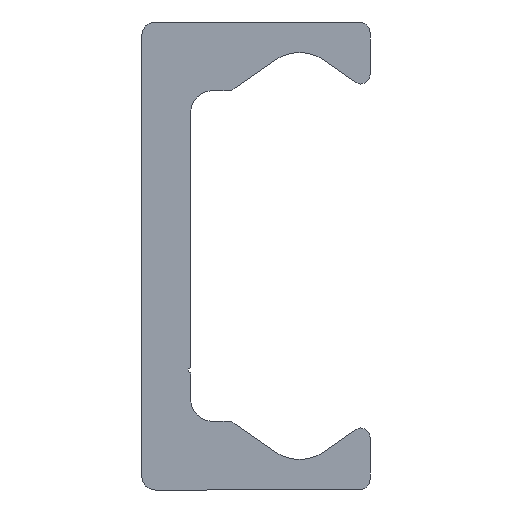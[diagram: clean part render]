
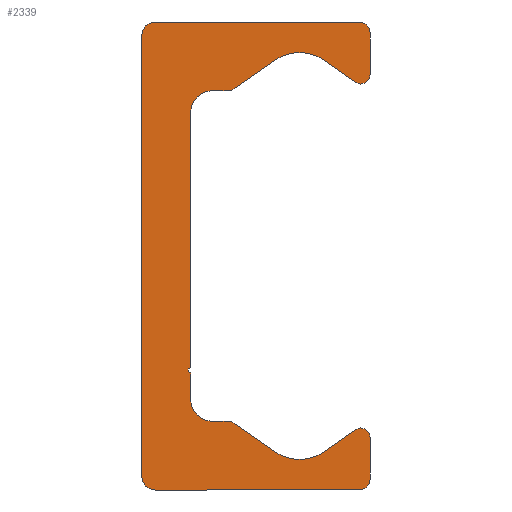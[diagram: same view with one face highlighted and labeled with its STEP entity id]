
A CAD part, left-side view. The second image highlights one B-rep face of the part: STEP entity #2339.
In plain terms, the highlighted planar face has unit normal (-1, 0, 0).
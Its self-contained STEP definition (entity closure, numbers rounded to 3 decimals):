
#1376=CARTESIAN_POINT('',(0.0,9.25,-21.5));
#1377=VERTEX_POINT('',#1376);
#1384=CARTESIAN_POINT('',(0.0,10.5,-20.25));
#1385=VERTEX_POINT('',#1384);
#1386=CARTESIAN_POINT('',(0.0,9.25,-20.25));
#1387=DIRECTION('',(1.0,0.0,0.0));
#1388=DIRECTION('',(0.0,0.0,-1.0));
#1389=AXIS2_PLACEMENT_3D('',#1386,#1387,#1388);
#1390=CIRCLE('',#1389,1.25);
#1391=EDGE_CURVE('',#1377,#1385,#1390,.T.);
#1415=CARTESIAN_POINT('',(0.0,-9.5,-21.5));
#1416=VERTEX_POINT('',#1415);
#1423=CARTESIAN_POINT('',(0.0,-9.5,-21.5));
#1424=DIRECTION('',(0.0,1.0,0.0));
#1425=VECTOR('',#1424,18.75);
#1426=LINE('',#1423,#1425);
#1427=EDGE_CURVE('',#1416,#1377,#1426,.T.);
#1447=CARTESIAN_POINT('',(0.0,-10.5,-20.5));
#1448=VERTEX_POINT('',#1447);
#1455=CARTESIAN_POINT('',(0.0,-9.5,-20.5));
#1456=DIRECTION('',(1.0,0.0,0.0));
#1457=DIRECTION('',(0.0,-1.0,0.0));
#1458=AXIS2_PLACEMENT_3D('',#1455,#1456,#1457);
#1459=CIRCLE('',#1458,1.0);
#1460=EDGE_CURVE('',#1448,#1416,#1459,.T.);
#1479=CARTESIAN_POINT('',(0.0,-10.5,-16.65));
#1480=VERTEX_POINT('',#1479);
#1487=CARTESIAN_POINT('',(0.0,-10.5,-16.65));
#1488=DIRECTION('',(0.0,0.0,-1.0));
#1489=VECTOR('',#1488,3.85);
#1490=LINE('',#1487,#1489);
#1491=EDGE_CURVE('',#1480,#1448,#1490,.T.);
#1511=CARTESIAN_POINT('',(0.0,-9.162,-15.954));
#1512=VERTEX_POINT('',#1511);
#1519=CARTESIAN_POINT('',(0.0,-9.65,-16.65));
#1520=DIRECTION('',(1.0,0.0,0.0));
#1521=DIRECTION('',(0.0,0.574,0.819));
#1522=AXIS2_PLACEMENT_3D('',#1519,#1520,#1521);
#1523=CIRCLE('',#1522,0.85);
#1524=EDGE_CURVE('',#1512,#1480,#1523,.T.);
#1543=CARTESIAN_POINT('',(0.0,-6.294,-17.962));
#1544=VERTEX_POINT('',#1543);
#1551=CARTESIAN_POINT('',(0.0,-6.294,-17.962));
#1552=DIRECTION('',(0.0,-0.819,0.574));
#1553=VECTOR('',#1552,3.501);
#1554=LINE('',#1551,#1553);
#1555=EDGE_CURVE('',#1544,#1512,#1554,.T.);
#1575=CARTESIAN_POINT('',(0.0,-1.706,-17.962));
#1576=VERTEX_POINT('',#1575);
#1583=CARTESIAN_POINT('',(0.0,-4.,-14.685));
#1584=DIRECTION('',(-1.0,0.0,0.0));
#1585=DIRECTION('',(0.0,0.574,0.819));
#1586=AXIS2_PLACEMENT_3D('',#1583,#1584,#1585);
#1587=CIRCLE('',#1586,4.0);
#1588=EDGE_CURVE('',#1576,#1544,#1587,.T.);
#1607=CARTESIAN_POINT('',(0.0,1.981,-15.381));
#1608=VERTEX_POINT('',#1607);
#1615=CARTESIAN_POINT('',(0.0,1.981,-15.381));
#1616=DIRECTION('',(0.0,-0.819,-0.574));
#1617=VECTOR('',#1616,4.5);
#1618=LINE('',#1615,#1617);
#1619=EDGE_CURVE('',#1608,#1576,#1618,.T.);
#1639=CARTESIAN_POINT('',(0.0,2.554,-15.2));
#1640=VERTEX_POINT('',#1639);
#1647=CARTESIAN_POINT('',(0.0,2.554,-16.2));
#1648=DIRECTION('',(1.0,0.0,0.0));
#1649=DIRECTION('',(0.0,0.0,1.0));
#1650=AXIS2_PLACEMENT_3D('',#1647,#1648,#1649);
#1651=CIRCLE('',#1650,1.);
#1652=EDGE_CURVE('',#1640,#1608,#1651,.T.);
#1671=CARTESIAN_POINT('',(0.0,4.0,-15.2));
#1672=VERTEX_POINT('',#1671);
#1679=CARTESIAN_POINT('',(0.0,4.0,-15.2));
#1680=DIRECTION('',(0.0,-1.0,0.0));
#1681=VECTOR('',#1680,1.446);
#1682=LINE('',#1679,#1681);
#1683=EDGE_CURVE('',#1672,#1640,#1682,.T.);
#1703=CARTESIAN_POINT('',(0.0,6.,-13.2));
#1704=VERTEX_POINT('',#1703);
#1711=CARTESIAN_POINT('',(0.0,4.,-13.2));
#1712=DIRECTION('',(-1.0,0.0,0.0));
#1713=DIRECTION('',(0.0,0.0,1.0));
#1714=AXIS2_PLACEMENT_3D('',#1711,#1712,#1713);
#1715=CIRCLE('',#1714,2.0);
#1716=EDGE_CURVE('',#1704,#1672,#1715,.T.);
#1735=CARTESIAN_POINT('',(0.0,6.,-10.75));
#1736=VERTEX_POINT('',#1735);
#1743=CARTESIAN_POINT('',(0.0,6.,-10.75));
#1744=DIRECTION('',(0.0,0.0,-1.0));
#1745=VECTOR('',#1744,2.45);
#1746=LINE('',#1743,#1745);
#1747=EDGE_CURVE('',#1736,#1704,#1746,.T.);
#1767=CARTESIAN_POINT('',(0.0,6.,-10.25));
#1768=VERTEX_POINT('',#1767);
#1775=CARTESIAN_POINT('',(0.0,6.,-10.5));
#1776=DIRECTION('',(-1.0,0.0,0.0));
#1777=DIRECTION('',(0.0,0.0,1.0));
#1778=AXIS2_PLACEMENT_3D('',#1775,#1776,#1777);
#1779=CIRCLE('',#1778,0.25);
#1780=EDGE_CURVE('',#1768,#1736,#1779,.T.);
#1799=CARTESIAN_POINT('',(0.0,6.,13.2));
#1800=VERTEX_POINT('',#1799);
#1807=CARTESIAN_POINT('',(0.0,6.,13.2));
#1808=DIRECTION('',(0.0,0.0,-1.0));
#1809=VECTOR('',#1808,23.45);
#1810=LINE('',#1807,#1809);
#1811=EDGE_CURVE('',#1800,#1768,#1810,.T.);
#1888=CARTESIAN_POINT('',(0.0,4.0,15.2));
#1889=VERTEX_POINT('',#1888);
#1896=CARTESIAN_POINT('',(0.0,4.,13.2));
#1897=DIRECTION('',(-1.0,0.0,0.0));
#1898=DIRECTION('',(0.0,-1.0,0.0));
#1899=AXIS2_PLACEMENT_3D('',#1896,#1897,#1898);
#1900=CIRCLE('',#1899,2.0);
#1901=EDGE_CURVE('',#1889,#1800,#1900,.T.);
#1920=CARTESIAN_POINT('',(0.0,2.554,15.2));
#1921=VERTEX_POINT('',#1920);
#1928=CARTESIAN_POINT('',(0.0,2.554,15.2));
#1929=DIRECTION('',(0.0,1.0,0.0));
#1930=VECTOR('',#1929,1.446);
#1931=LINE('',#1928,#1930);
#1932=EDGE_CURVE('',#1921,#1889,#1931,.T.);
#1952=CARTESIAN_POINT('',(0.0,1.981,15.381));
#1953=VERTEX_POINT('',#1952);
#1960=CARTESIAN_POINT('',(0.0,2.554,16.2));
#1961=DIRECTION('',(1.0,0.0,0.0));
#1962=DIRECTION('',(0.0,-0.574,-0.819));
#1963=AXIS2_PLACEMENT_3D('',#1960,#1961,#1962);
#1964=CIRCLE('',#1963,1.);
#1965=EDGE_CURVE('',#1953,#1921,#1964,.T.);
#1984=CARTESIAN_POINT('',(0.0,-1.706,17.962));
#1985=VERTEX_POINT('',#1984);
#1992=CARTESIAN_POINT('',(0.0,-1.706,17.962));
#1993=DIRECTION('',(0.0,0.819,-0.574));
#1994=VECTOR('',#1993,4.5);
#1995=LINE('',#1992,#1994);
#1996=EDGE_CURVE('',#1985,#1953,#1995,.T.);
#2016=CARTESIAN_POINT('',(0.0,-6.294,17.962));
#2017=VERTEX_POINT('',#2016);
#2024=CARTESIAN_POINT('',(0.0,-4.,14.685));
#2025=DIRECTION('',(-1.0,0.0,0.0));
#2026=DIRECTION('',(0.0,-0.574,-0.819));
#2027=AXIS2_PLACEMENT_3D('',#2024,#2025,#2026);
#2028=CIRCLE('',#2027,4.0);
#2029=EDGE_CURVE('',#2017,#1985,#2028,.T.);
#2048=CARTESIAN_POINT('',(0.0,-9.162,15.954));
#2049=VERTEX_POINT('',#2048);
#2056=CARTESIAN_POINT('',(0.0,-9.162,15.954));
#2057=DIRECTION('',(0.0,0.819,0.574));
#2058=VECTOR('',#2057,3.501);
#2059=LINE('',#2056,#2058);
#2060=EDGE_CURVE('',#2049,#2017,#2059,.T.);
#2080=CARTESIAN_POINT('',(0.0,-10.5,16.65));
#2081=VERTEX_POINT('',#2080);
#2088=CARTESIAN_POINT('',(0.0,-9.65,16.65));
#2089=DIRECTION('',(1.0,0.0,0.0));
#2090=DIRECTION('',(0.0,-1.0,0.0));
#2091=AXIS2_PLACEMENT_3D('',#2088,#2089,#2090);
#2092=CIRCLE('',#2091,0.85);
#2093=EDGE_CURVE('',#2081,#2049,#2092,.T.);
#2112=CARTESIAN_POINT('',(0.0,-10.5,20.5));
#2113=VERTEX_POINT('',#2112);
#2120=CARTESIAN_POINT('',(0.0,-10.5,20.5));
#2121=DIRECTION('',(0.0,0.0,-1.0));
#2122=VECTOR('',#2121,3.85);
#2123=LINE('',#2120,#2122);
#2124=EDGE_CURVE('',#2113,#2081,#2123,.T.);
#2144=CARTESIAN_POINT('',(0.0,-9.5,21.5));
#2145=VERTEX_POINT('',#2144);
#2152=CARTESIAN_POINT('',(0.0,-9.5,20.5));
#2153=DIRECTION('',(1.0,0.0,0.0));
#2154=DIRECTION('',(0.0,0.0,1.0));
#2155=AXIS2_PLACEMENT_3D('',#2152,#2153,#2154);
#2156=CIRCLE('',#2155,1.0);
#2157=EDGE_CURVE('',#2145,#2113,#2156,.T.);
#2176=CARTESIAN_POINT('',(0.0,9.25,21.5));
#2177=VERTEX_POINT('',#2176);
#2184=CARTESIAN_POINT('',(0.0,9.25,21.5));
#2185=DIRECTION('',(0.0,-1.0,0.0));
#2186=VECTOR('',#2185,18.75);
#2187=LINE('',#2184,#2186);
#2188=EDGE_CURVE('',#2177,#2145,#2187,.T.);
#2208=CARTESIAN_POINT('',(0.0,10.5,20.25));
#2209=VERTEX_POINT('',#2208);
#2216=CARTESIAN_POINT('',(0.0,9.25,20.25));
#2217=DIRECTION('',(1.0,0.0,0.0));
#2218=DIRECTION('',(0.0,1.0,0.0));
#2219=AXIS2_PLACEMENT_3D('',#2216,#2217,#2218);
#2220=CIRCLE('',#2219,1.25);
#2221=EDGE_CURVE('',#2209,#2177,#2220,.T.);
#2239=CARTESIAN_POINT('',(0.0,10.5,-20.25));
#2240=DIRECTION('',(0.0,0.0,1.0));
#2241=VECTOR('',#2240,40.5);
#2242=LINE('',#2239,#2241);
#2243=EDGE_CURVE('',#1385,#2209,#2242,.T.);
#2306=CARTESIAN_POINT('',(0.0,2.66,-0.019));
#2307=DIRECTION('',(1.0,0.0,0.0));
#2308=DIRECTION('',(0.0,0.0,-1.0));
#2309=AXIS2_PLACEMENT_3D('',#2306,#2307,#2308);
#2310=PLANE('',#2309);
#2311=ORIENTED_EDGE('',*,*,#2243,.F.);
#2312=ORIENTED_EDGE('',*,*,#1391,.F.);
#2313=ORIENTED_EDGE('',*,*,#1427,.F.);
#2314=ORIENTED_EDGE('',*,*,#1460,.F.);
#2315=ORIENTED_EDGE('',*,*,#1491,.F.);
#2316=ORIENTED_EDGE('',*,*,#1524,.F.);
#2317=ORIENTED_EDGE('',*,*,#1555,.F.);
#2318=ORIENTED_EDGE('',*,*,#1588,.F.);
#2319=ORIENTED_EDGE('',*,*,#1619,.F.);
#2320=ORIENTED_EDGE('',*,*,#1652,.F.);
#2321=ORIENTED_EDGE('',*,*,#1683,.F.);
#2322=ORIENTED_EDGE('',*,*,#1716,.F.);
#2323=ORIENTED_EDGE('',*,*,#1747,.F.);
#2324=ORIENTED_EDGE('',*,*,#1780,.F.);
#2325=ORIENTED_EDGE('',*,*,#1811,.F.);
#2326=ORIENTED_EDGE('',*,*,#1901,.F.);
#2327=ORIENTED_EDGE('',*,*,#1932,.F.);
#2328=ORIENTED_EDGE('',*,*,#1965,.F.);
#2329=ORIENTED_EDGE('',*,*,#1996,.F.);
#2330=ORIENTED_EDGE('',*,*,#2029,.F.);
#2331=ORIENTED_EDGE('',*,*,#2060,.F.);
#2332=ORIENTED_EDGE('',*,*,#2093,.F.);
#2333=ORIENTED_EDGE('',*,*,#2124,.F.);
#2334=ORIENTED_EDGE('',*,*,#2157,.F.);
#2335=ORIENTED_EDGE('',*,*,#2188,.F.);
#2336=ORIENTED_EDGE('',*,*,#2221,.F.);
#2337=EDGE_LOOP('',(#2311,#2312,#2313,#2314,#2315,#2316,#2317,#2318,#2319,#2320,#2321,#2322,#2323,#2324,#2325,#2326,#2327,#2328,#2329,#2330,#2331,#2332,#2333,#2334,#2335,#2336));
#2338=FACE_OUTER_BOUND('',#2337,.T.);
#2339=ADVANCED_FACE('',(#2338),#2310,.F.);
